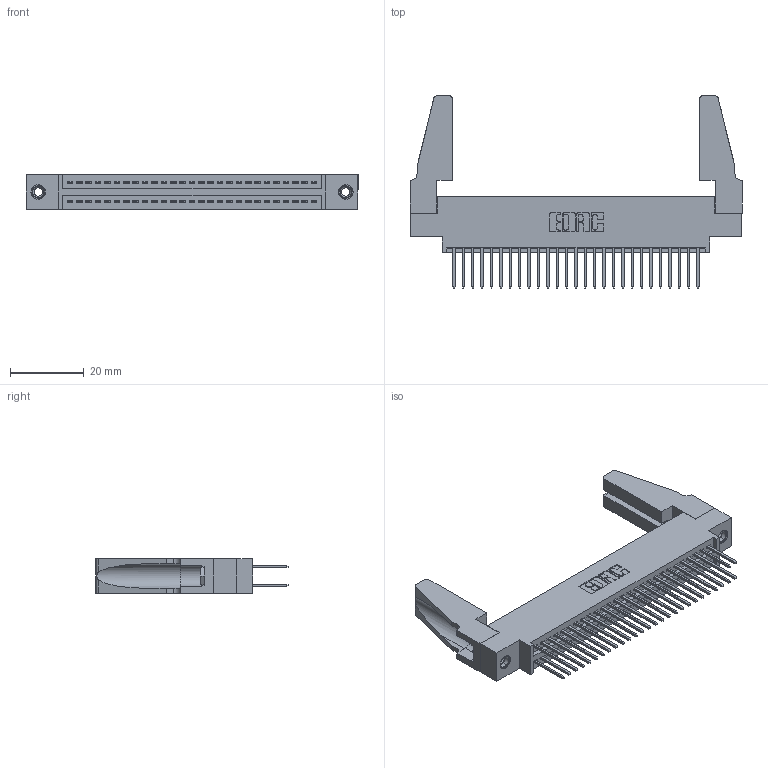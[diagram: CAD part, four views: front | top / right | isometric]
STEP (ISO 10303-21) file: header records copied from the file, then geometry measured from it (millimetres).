
FILE_DESCRIPTION (( 'STEP AP203' ), '1' );
FILE_NAME ('395-054-523-888.STEP', '2019-10-19T16:36:23', ( '' ), ( '' ), 'SwSTEP 2.0', 'SolidWorks 2016', '' );
FILE_SCHEMA (( 'CONFIG_CONTROL_DESIGN' ));
Length unit declared in the file: inch
Products named in the file (5): 345 Part_0.170 Offset - 0.156 Dia-TH; 345-292-001_345-293-123; 345-250-001_345-250-001-102; 345-220-078_345-220-088; 395-054-523-888
Assembly tree (59 placements, depth 2):
  395-054-523-888
    345 Part_0.170 Offset - 0.156 Dia-TH
    345-292-001_345-293-123  x54
    345-250-001_345-250-001-102  x2
    345-220-078_345-220-088  x2
Bounding box: 89.81 x 51.99 x 9.4 mm (x, y, z)
Volume: 11835.2 mm3; surface area: 16158.3 mm2
Topology: 59 solids, 59 shells, 2954 faces, 8713 edges, 5726 vertices
Faces by surface type: plane 1938, cylinder 1000, cone 12, torus 4
Entity records: 25502 total; most frequent: CARTESIAN_POINT 4286, ORIENTED_EDGE 4180, DIRECTION 3802, EDGE_CURVE 2090, VECTOR 1808, LINE 1808, VERTEX_POINT 1386, AXIS2_PLACEMENT_3D 997
